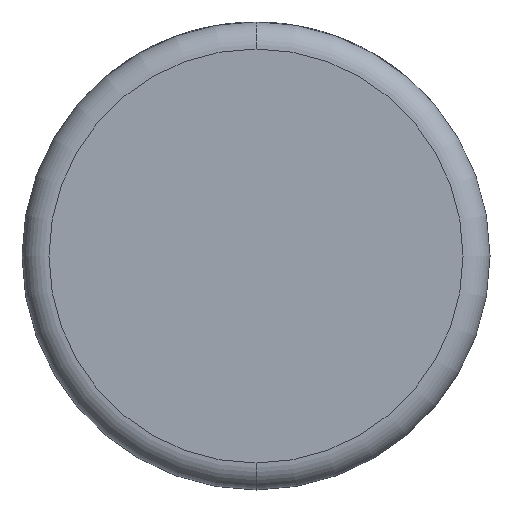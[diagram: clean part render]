
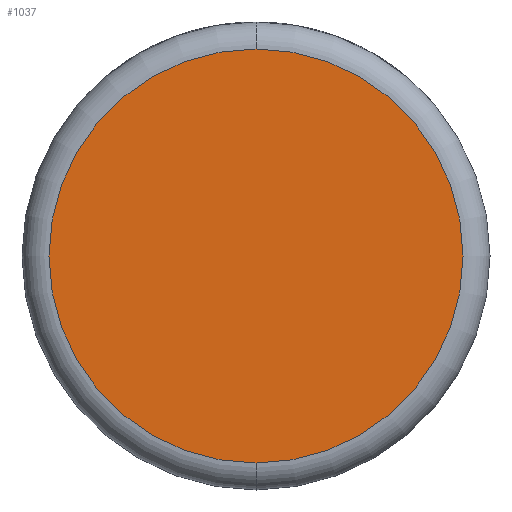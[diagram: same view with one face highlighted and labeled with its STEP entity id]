
A CAD part, front view. The second image highlights one B-rep face of the part: STEP entity #1037.
In plain terms, the highlighted planar face has unit normal (0, -1, 0).
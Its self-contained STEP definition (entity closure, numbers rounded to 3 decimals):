
#155 = DIRECTION ( 'NONE',  ( 0., -1., 0. ) ) ;
#365 = DIRECTION ( 'NONE',  ( 0., 0., 1. ) ) ;
#394 = VERTEX_POINT ( 'NONE', #3383 ) ;
#457 = EDGE_CURVE ( 'NONE', #2679, #394, #4833, .T. ) ;
#629 = CARTESIAN_POINT ( 'NONE',  ( 0., 0., -10.175 ) ) ;
#726 = FACE_OUTER_BOUND ( 'NONE', #1019, .T. ) ;
#904 = DIRECTION ( 'NONE',  ( 0., 0., 1. ) ) ;
#1019 = EDGE_LOOP ( 'NONE', ( #1599, #4213 ) ) ;
#1037 = ADVANCED_FACE ( 'NONE', ( #726 ), #3355, .F. ) ;
#1103 = AXIS2_PLACEMENT_3D ( 'NONE', #4627, #155, #904 ) ;
#1307 = EDGE_CURVE ( 'NONE', #394, #2679, #1529, .T. ) ;
#1366 = DIRECTION ( 'NONE',  ( 0., 0., 1. ) ) ;
#1401 = CARTESIAN_POINT ( 'NONE',  ( 0., 0., 0. ) ) ;
#1529 = CIRCLE ( 'NONE', #1103, 10.175 ) ;
#1599 = ORIENTED_EDGE ( 'NONE', *, *, #1307, .T. ) ;
#2679 = VERTEX_POINT ( 'NONE', #629 ) ;
#3001 = DIRECTION ( 'NONE',  ( 0., 1., 0. ) ) ;
#3355 = PLANE ( 'NONE',  #4541 ) ;
#3383 = CARTESIAN_POINT ( 'NONE',  ( 0., 0., 10.175 ) ) ;
#3639 = DIRECTION ( 'NONE',  ( 0., -1., 0. ) ) ;
#4095 = CARTESIAN_POINT ( 'NONE',  ( 0., 0., 0. ) ) ;
#4115 = AXIS2_PLACEMENT_3D ( 'NONE', #1401, #3639, #1366 ) ;
#4213 = ORIENTED_EDGE ( 'NONE', *, *, #457, .T. ) ;
#4541 = AXIS2_PLACEMENT_3D ( 'NONE', #4095, #3001, #365 ) ;
#4627 = CARTESIAN_POINT ( 'NONE',  ( 0., 0., 0. ) ) ;
#4833 = CIRCLE ( 'NONE', #4115, 10.175 ) ;
